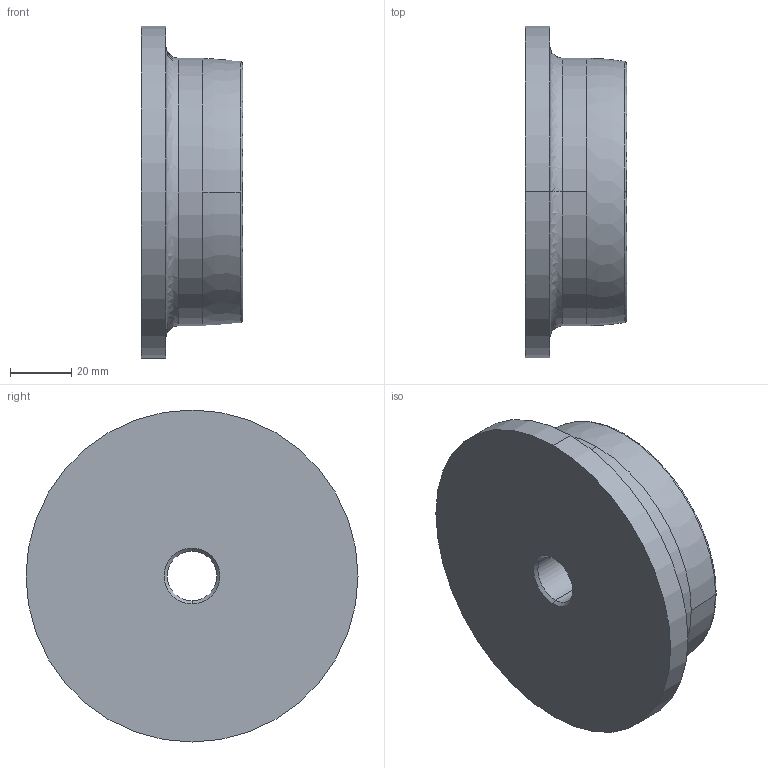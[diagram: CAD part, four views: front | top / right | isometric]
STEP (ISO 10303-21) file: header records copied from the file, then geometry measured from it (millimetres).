
FILE_DESCRIPTION (( 'STEP AP214' ), '1' );
FILE_NAME ('0015564-PASP-087-32-32-G16.STEP', '2015-06-17T06:50:54', ( '' ), ( '' ), 'SwSTEP 2.0', 'SolidWorks 2014', '' );
FILE_SCHEMA (( 'AUTOMOTIVE_DESIGN' ));
Length unit declared in the file: millimetre
Products named in the file (1): 0015564-PASP-087-32-32-G16
Bounding box: 33 x 108 x 108 mm (x, y, z)
Volume: 214606.1 mm3; surface area: 28222.4 mm2
Topology: 1 solids, 1 shells, 19 faces, 42 edges, 26 vertices
Faces by surface type: cylinder 6, bspline 4, cone 4, plane 3, torus 2
Entity records: 1289 total; most frequent: CARTESIAN_POINT 618, DIRECTION 98, ORIENTED_EDGE 84, AXIS2_PLACEMENT_3D 44, EDGE_CURVE 42, CIRCLE 28, VERTEX_POINT 26, UNCERTAINTY_MEASURE_WITH_UNIT 22
